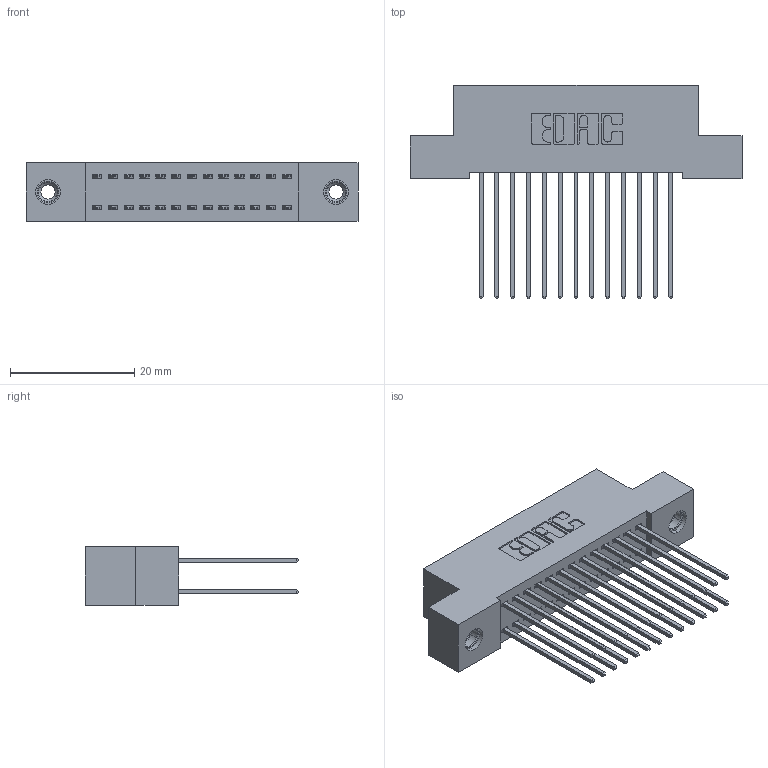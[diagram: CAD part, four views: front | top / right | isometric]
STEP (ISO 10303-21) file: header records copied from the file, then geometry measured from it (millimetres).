
FILE_DESCRIPTION (( 'STEP AP203' ), '1' );
FILE_NAME ('342-026-541-208.STEP', '2018-08-11T04:40:41', ( '' ), ( '' ), 'SwSTEP 2.0', 'SolidWorks 2016', '' );
FILE_SCHEMA (( 'CONFIG_CONTROL_DESIGN' ));
Length unit declared in the file: inch
Products named in the file (4): 345-292-001_345-293-141; 345-250-001_345-250-003-102; 342-026-541-208; 342 Part_TI
Assembly tree (29 placements, depth 2):
  342-026-541-208
    342 Part_TI
    345-292-001_345-293-141  x26
    345-250-001_345-250-003-102  x2
Bounding box: 53.34 x 34.3 x 9.4 mm (x, y, z)
Volume: 4798.8 mm3; surface area: 7781.5 mm2
Topology: 29 solids, 29 shells, 1522 faces, 4465 edges, 2934 vertices
Faces by surface type: plane 1034, cylinder 472, cone 12, torus 4
Entity records: 13186 total; most frequent: CARTESIAN_POINT 2201, ORIENTED_EDGE 2130, DIRECTION 1963, EDGE_CURVE 1065, VECTOR 917, LINE 917, VERTEX_POINT 704, AXIS2_PLACEMENT_3D 523
